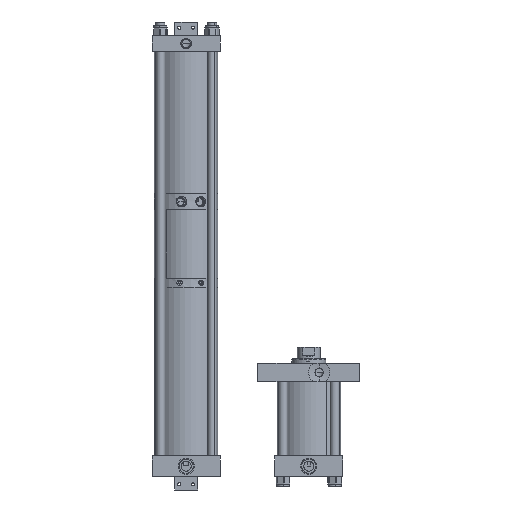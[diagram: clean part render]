
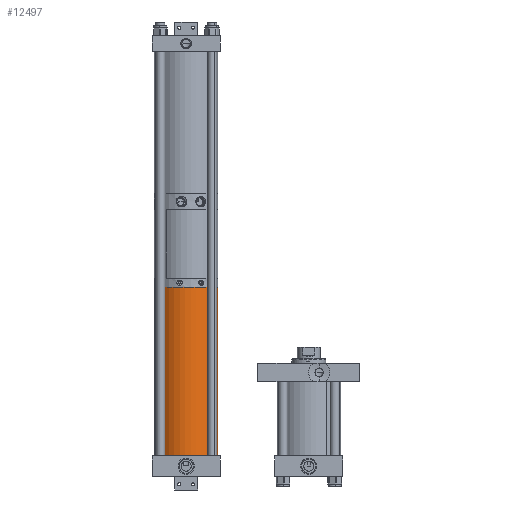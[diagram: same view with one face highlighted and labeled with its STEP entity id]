
A CAD part, front view. The second image highlights one B-rep face of the part: STEP entity #12497.
In plain terms, the highlighted cylindrical face has radius 88.9 mm (diameter 177.8 mm), a partial arc.
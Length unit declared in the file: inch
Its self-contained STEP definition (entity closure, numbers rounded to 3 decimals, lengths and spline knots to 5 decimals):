
#152 = DIRECTION ( 'NONE',  ( 1., 0., 0. ) ) ;
#236 = VERTEX_POINT ( 'NONE', #9355 ) ;
#1437 = DIRECTION ( 'NONE',  ( 0., 0., -1. ) ) ;
#2333 = EDGE_CURVE ( 'NONE', #236, #15498, #4257, .T. ) ;
#2638 = DIRECTION ( 'NONE',  ( 0., 0., 1. ) ) ;
#3049 = VECTOR ( 'NONE', #9364, 39.37008 ) ;
#3335 = ORIENTED_EDGE ( 'NONE', *, *, #6313, .F. ) ;
#3383 = EDGE_CURVE ( 'NONE', #15498, #8702, #15986, .T. ) ;
#3903 = VERTEX_POINT ( 'NONE', #7065 ) ;
#4257 = LINE ( 'NONE', #11780, #3049 ) ;
#4881 = EDGE_LOOP ( 'NONE', ( #9254, #12724, #7557, #3335 ) ) ;
#6313 = EDGE_CURVE ( 'NONE', #3903, #8702, #14871, .T. ) ;
#6581 = DIRECTION ( 'NONE',  ( -1., 0., 0. ) ) ;
#6830 = CARTESIAN_POINT ( 'NONE',  ( 0., 0., 18.558 ) ) ;
#7065 = CARTESIAN_POINT ( 'NONE',  ( -3.5, 0., 18.558 ) ) ;
#7557 = ORIENTED_EDGE ( 'NONE', *, *, #3383, .T. ) ;
#7801 = CARTESIAN_POINT ( 'NONE',  ( 3.5, 0., 0. ) ) ;
#7886 = EDGE_CURVE ( 'NONE', #236, #3903, #16277, .T. ) ;
#8702 = VERTEX_POINT ( 'NONE', #12533 ) ;
#8999 = CARTESIAN_POINT ( 'NONE',  ( 0., 0., 18.558 ) ) ;
#9254 = ORIENTED_EDGE ( 'NONE', *, *, #7886, .F. ) ;
#9355 = CARTESIAN_POINT ( 'NONE',  ( 3.5, 0., 18.558 ) ) ;
#9364 = DIRECTION ( 'NONE',  ( 0., 0., -1. ) ) ;
#9417 = DIRECTION ( 'NONE',  ( 1., 0., 0. ) ) ;
#10351 = FACE_OUTER_BOUND ( 'NONE', #4881, .T. ) ;
#10552 = DIRECTION ( 'NONE',  ( 0., 0., 1. ) ) ;
#10701 = AXIS2_PLACEMENT_3D ( 'NONE', #8999, #1437, #6581 ) ;
#11489 = VECTOR ( 'NONE', #13822, 39.37008 ) ;
#11780 = CARTESIAN_POINT ( 'NONE',  ( 3.5, 0., 18.558 ) ) ;
#12132 = AXIS2_PLACEMENT_3D ( 'NONE', #12906, #2638, #152 ) ;
#12497 = ADVANCED_FACE ( 'NONE', ( #10351 ), #15744, .T. ) ;
#12533 = CARTESIAN_POINT ( 'NONE',  ( -3.5, 0., 0. ) ) ;
#12558 = CARTESIAN_POINT ( 'NONE',  ( -3.5, 0., 18.558 ) ) ;
#12724 = ORIENTED_EDGE ( 'NONE', *, *, #2333, .T. ) ;
#12906 = CARTESIAN_POINT ( 'NONE',  ( 0., 0., 0. ) ) ;
#13822 = DIRECTION ( 'NONE',  ( 0., 0., -1. ) ) ;
#14871 = LINE ( 'NONE', #12558, #11489 ) ;
#15498 = VERTEX_POINT ( 'NONE', #7801 ) ;
#15744 = CYLINDRICAL_SURFACE ( 'NONE', #10701, 3.5 ) ;
#15986 = CIRCLE ( 'NONE', #12132, 3.5 ) ;
#16277 = CIRCLE ( 'NONE', #16357, 3.5 ) ;
#16357 = AXIS2_PLACEMENT_3D ( 'NONE', #6830, #10552, #9417 ) ;
